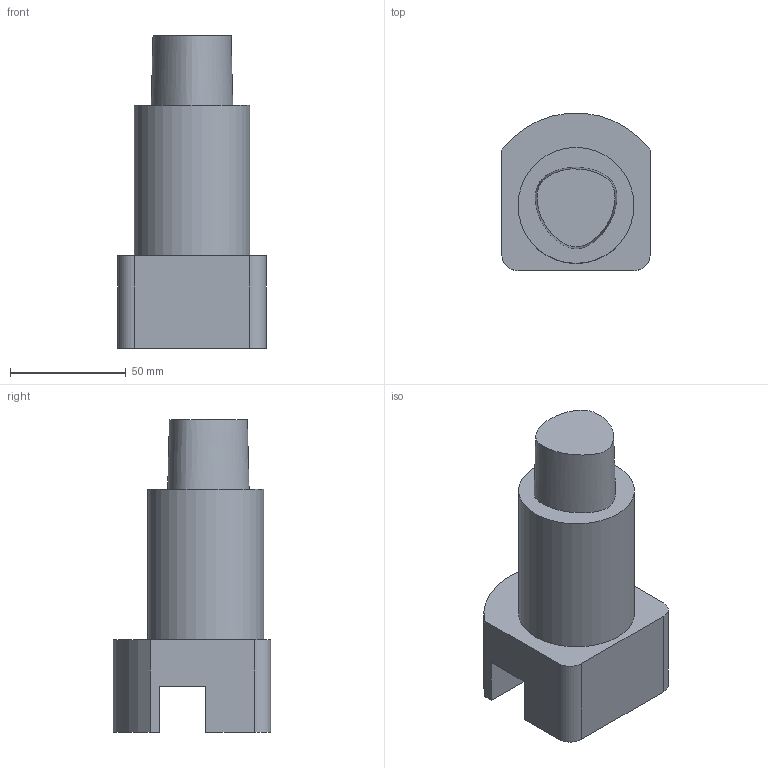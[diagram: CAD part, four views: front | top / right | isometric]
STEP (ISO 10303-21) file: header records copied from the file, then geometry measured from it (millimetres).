
FILE_DESCRIPTION((''),'1');
FILE_NAME('C5-90-BH20N-32105.stp','2017-05-03T04:24:37',(''),(''),'Spatial Interop R21 SP3','Kubotek KeyCreator 2011 V10.0.2 (22737)',' ');
FILE_SCHEMA(('automotive_design'));
Length unit declared in the file: millimetre
Products named in the file (1): 240[2]
Bounding box: 64 x 67.86 x 135 mm (x, y, z)
Volume: 290119.5 mm3; surface area: 32619.7 mm2
Topology: 1 solids, 1 shells, 16 faces, 36 edges, 24 vertices
Faces by surface type: plane 11, cylinder 4, bspline 1
Full cylindrical faces by diameter (mm): 49.98 x1
Entity records: 1358 total; most frequent: CARTESIAN_POINT 605, DIRECTION 72, ORIENTED_EDGE 70, PRESENTATION_STYLE_ASSIGNMENT 69, COLOUR_RGB 69, STYLED_ITEM 52, CURVE_STYLE 52, DRAUGHTING_PRE_DEFINED_CURVE_FONT 52
